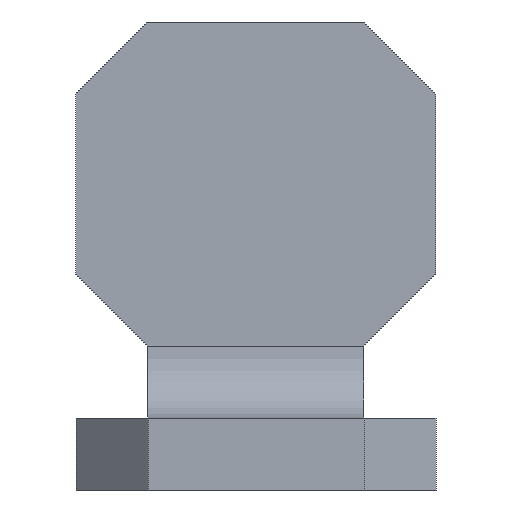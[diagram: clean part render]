
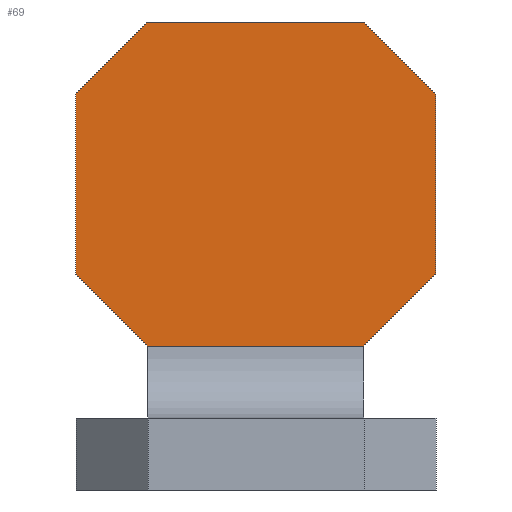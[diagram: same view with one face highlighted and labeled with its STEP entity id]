
A CAD part, left-side view. The second image highlights one B-rep face of the part: STEP entity #69.
In plain terms, the highlighted planar face has unit normal (-1, 0, 0).
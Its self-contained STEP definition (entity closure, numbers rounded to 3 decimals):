
#69=ADVANCED_FACE('',(#142),#143,.T.);
#142=FACE_OUTER_BOUND('',#216,.T.);
#143=PLANE('',#217);
#216=EDGE_LOOP('',(#347,#348,#349,#350,#351,#352,#353,#354));
#217=AXIS2_PLACEMENT_3D('',#355,#356,#357);
#347=ORIENTED_EDGE('',*,*,#489,.T.);
#348=ORIENTED_EDGE('',*,*,#490,.F.);
#349=ORIENTED_EDGE('',*,*,#491,.F.);
#350=ORIENTED_EDGE('',*,*,#492,.F.);
#351=ORIENTED_EDGE('',*,*,#493,.F.);
#352=ORIENTED_EDGE('',*,*,#450,.T.);
#353=ORIENTED_EDGE('',*,*,#494,.T.);
#354=ORIENTED_EDGE('',*,*,#487,.T.);
#355=CARTESIAN_POINT('',(-0.5,5.5,9.95));
#356=DIRECTION('',(-1.0,0.,0.));
#357=DIRECTION('',(0.,-1.0,0.0));
#450=EDGE_CURVE('',#531,#529,#532,.T.);
#487=EDGE_CURVE('',#543,#555,#586,.T.);
#489=EDGE_CURVE('',#555,#588,#589,.T.);
#490=EDGE_CURVE('',#590,#588,#591,.T.);
#491=EDGE_CURVE('',#592,#590,#593,.T.);
#492=EDGE_CURVE('',#594,#592,#595,.T.);
#493=EDGE_CURVE('',#531,#594,#596,.T.);
#494=EDGE_CURVE('',#529,#543,#597,.T.);
#529=VERTEX_POINT('',#640);
#531=VERTEX_POINT('',#643);
#532=LINE('',#644,#645);
#543=VERTEX_POINT('',#661);
#555=VERTEX_POINT('',#676);
#586=LINE('',#722,#723);
#588=VERTEX_POINT('',#725);
#589=LINE('',#726,#727);
#590=VERTEX_POINT('',#728);
#591=LINE('',#729,#730);
#592=VERTEX_POINT('',#731);
#593=LINE('',#732,#733);
#594=VERTEX_POINT('',#734);
#595=LINE('',#735,#736);
#596=LINE('',#737,#738);
#597=LINE('',#739,#740);
#640=CARTESIAN_POINT('',(-0.5,5.,2.5));
#643=CARTESIAN_POINT('',(-0.5,5.,7.5));
#644=CARTESIAN_POINT('',(-0.5,5.,7.5));
#645=VECTOR('',#785,5.0);
#661=CARTESIAN_POINT('',(-0.5,3.,0.5));
#676=CARTESIAN_POINT('',(-0.5,-3.,0.5));
#722=CARTESIAN_POINT('',(-0.5,3.,0.5));
#723=VECTOR('',#821,6.0);
#725=CARTESIAN_POINT('',(-0.5,-5.,2.5));
#726=CARTESIAN_POINT('',(-0.5,-3.,0.5));
#727=VECTOR('',#822,2.828);
#728=CARTESIAN_POINT('',(-0.5,-5.,7.5));
#729=CARTESIAN_POINT('',(-0.5,-5.,7.5));
#730=VECTOR('',#823,5.0);
#731=CARTESIAN_POINT('',(-0.5,-3.,9.5));
#732=CARTESIAN_POINT('',(-0.5,-3.,9.5));
#733=VECTOR('',#824,2.828);
#734=CARTESIAN_POINT('',(-0.5,3.,9.5));
#735=CARTESIAN_POINT('',(-0.5,3.,9.5));
#736=VECTOR('',#825,6.0);
#737=CARTESIAN_POINT('',(-0.5,5.,7.5));
#738=VECTOR('',#826,2.828);
#739=CARTESIAN_POINT('',(-0.5,5.,2.5));
#740=VECTOR('',#827,2.828);
#785=DIRECTION('',(0.,0.,-1.0));
#821=DIRECTION('',(0.,-1.0,0.0));
#822=DIRECTION('',(0.,-0.707,0.707));
#823=DIRECTION('',(0.,0.,-1.0));
#824=DIRECTION('',(0.,-0.707,-0.707));
#825=DIRECTION('',(0.,-1.0,0.0));
#826=DIRECTION('',(0.,-0.707,0.707));
#827=DIRECTION('',(0.,-0.707,-0.707));
